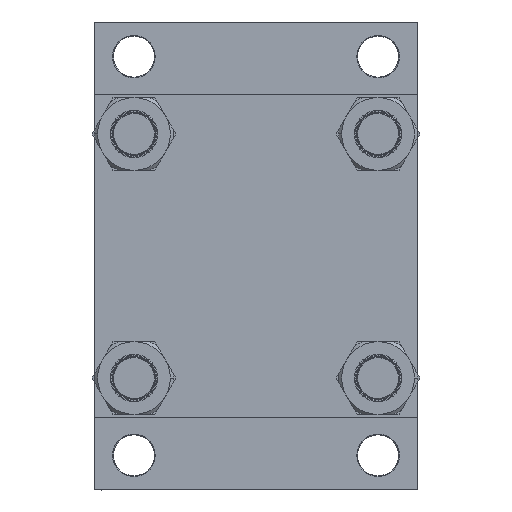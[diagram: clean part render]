
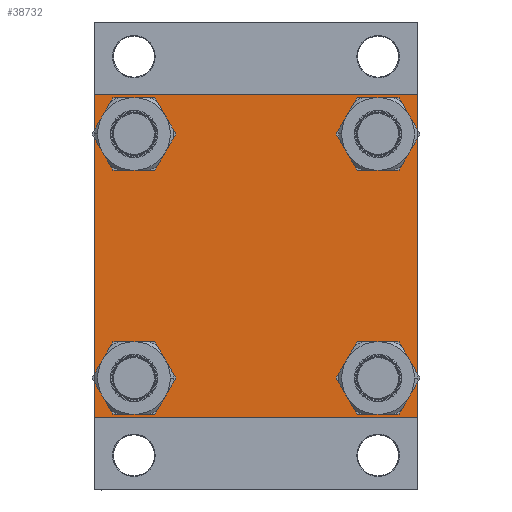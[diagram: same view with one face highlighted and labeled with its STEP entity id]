
A CAD part, left-side view. The second image highlights one B-rep face of the part: STEP entity #38732.
In plain terms, the highlighted planar face has unit normal (-1, 0, 0).
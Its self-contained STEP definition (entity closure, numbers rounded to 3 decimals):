
#883 = AXIS2_PLACEMENT_3D ( 'NONE', #19013, #33722, #8167 ) ;
#1269 = DIRECTION ( 'NONE',  ( 0., 0.707, -0.707 ) ) ;
#1305 = VECTOR ( 'NONE', #34835, 1000. ) ;
#1416 = CARTESIAN_POINT ( 'NONE',  ( 0., 77.45, 77.45 ) ) ;
#2035 = VECTOR ( 'NONE', #21082, 1000. ) ;
#2117 = CARTESIAN_POINT ( 'NONE',  ( 0., 77.45, 63.45 ) ) ;
#2267 = LINE ( 'NONE', #25138, #2035 ) ;
#2398 = VECTOR ( 'NONE', #25119, 1000. ) ;
#2679 = VECTOR ( 'NONE', #1269, 1000. ) ;
#3291 = CARTESIAN_POINT ( 'NONE',  ( 0., -102., -102.5 ) ) ;
#3535 = CARTESIAN_POINT ( 'NONE',  ( 0., 0., 0. ) ) ;
#3777 = PLANE ( 'NONE',  #27581 ) ;
#3871 = VERTEX_POINT ( 'NONE', #35859 ) ;
#4015 = VERTEX_POINT ( 'NONE', #37729 ) ;
#4403 = ORIENTED_EDGE ( 'NONE', *, *, #8250, .T. ) ;
#4421 = CARTESIAN_POINT ( 'NONE',  ( 0., 102.5, -102. ) ) ;
#4462 = DIRECTION ( 'NONE',  ( 1., 0., 0. ) ) ;
#4672 = CARTESIAN_POINT ( 'NONE',  ( 0., 77.45, -63.45 ) ) ;
#4836 = DIRECTION ( 'NONE',  ( 0., -1., 0. ) ) ;
#5087 = VERTEX_POINT ( 'NONE', #4421 ) ;
#5649 = DIRECTION ( 'NONE',  ( 1., 0., 0. ) ) ;
#5976 = CIRCLE ( 'NONE', #44399, 14. ) ;
#6458 = CARTESIAN_POINT ( 'NONE',  ( 0., -77.45, 63.45 ) ) ;
#7468 = ORIENTED_EDGE ( 'NONE', *, *, #37457, .F. ) ;
#8167 = DIRECTION ( 'NONE',  ( 0., 0., 1. ) ) ;
#8250 = EDGE_CURVE ( 'NONE', #5087, #38989, #10824, .T. ) ;
#8368 = VECTOR ( 'NONE', #24567, 1000. ) ;
#8679 = EDGE_CURVE ( 'NONE', #42585, #13924, #12900, .T. ) ;
#9238 = CARTESIAN_POINT ( 'NONE',  ( 0., -102., 102.5 ) ) ;
#9272 = EDGE_LOOP ( 'NONE', ( #28332, #18299 ) ) ;
#9315 = EDGE_CURVE ( 'NONE', #38989, #24295, #2267, .T. ) ;
#9431 = LINE ( 'NONE', #31349, #42089 ) ;
#10824 = LINE ( 'NONE', #28448, #33660 ) ;
#11242 = CARTESIAN_POINT ( 'NONE',  ( 0., -77.45, -77.45 ) ) ;
#11283 = EDGE_CURVE ( 'NONE', #24295, #35261, #28068, .T. ) ;
#11600 = ORIENTED_EDGE ( 'NONE', *, *, #11283, .T. ) ;
#11731 = CARTESIAN_POINT ( 'NONE',  ( 0., 102.5, 102. ) ) ;
#12655 = VERTEX_POINT ( 'NONE', #2117 ) ;
#12900 = CIRCLE ( 'NONE', #15224, 14. ) ;
#13450 = VERTEX_POINT ( 'NONE', #17380 ) ;
#13785 = ORIENTED_EDGE ( 'NONE', *, *, #30495, .T. ) ;
#13924 = VERTEX_POINT ( 'NONE', #4672 ) ;
#14350 = ORIENTED_EDGE ( 'NONE', *, *, #39618, .T. ) ;
#14539 = EDGE_CURVE ( 'NONE', #13924, #42585, #24555, .T. ) ;
#14614 = DIRECTION ( 'NONE',  ( 0., 0., 1. ) ) ;
#15224 = AXIS2_PLACEMENT_3D ( 'NONE', #37489, #25684, #19177 ) ;
#15602 = VERTEX_POINT ( 'NONE', #6458 ) ;
#15638 = ORIENTED_EDGE ( 'NONE', *, *, #34506, .T. ) ;
#15745 = LINE ( 'NONE', #33832, #2679 ) ;
#16606 = CARTESIAN_POINT ( 'NONE',  ( 0., 77.45, 91.45 ) ) ;
#16945 = ORIENTED_EDGE ( 'NONE', *, *, #17194, .T. ) ;
#17111 = CARTESIAN_POINT ( 'NONE',  ( 0., -102.25, 102.25 ) ) ;
#17194 = EDGE_CURVE ( 'NONE', #22396, #22751, #26913, .T. ) ;
#17378 = CARTESIAN_POINT ( 'NONE',  ( 0., -77.45, -63.45 ) ) ;
#17380 = CARTESIAN_POINT ( 'NONE',  ( 0., 102., 102.5 ) ) ;
#18299 = ORIENTED_EDGE ( 'NONE', *, *, #24999, .T. ) ;
#18323 = DIRECTION ( 'NONE',  ( 0., 0., 1. ) ) ;
#19013 = CARTESIAN_POINT ( 'NONE',  ( 0., -77.45, 77.45 ) ) ;
#19030 = EDGE_CURVE ( 'NONE', #3871, #15602, #32386, .T. ) ;
#19177 = DIRECTION ( 'NONE',  ( 0., 0., 1. ) ) ;
#19190 = DIRECTION ( 'NONE',  ( 0., 0., 1. ) ) ;
#20341 = EDGE_CURVE ( 'NONE', #47628, #5087, #23692, .T. ) ;
#20527 = ORIENTED_EDGE ( 'NONE', *, *, #34645, .F. ) ;
#21082 = DIRECTION ( 'NONE',  ( 0., -1., 0. ) ) ;
#21286 = VERTEX_POINT ( 'NONE', #9238 ) ;
#21485 = DIRECTION ( 'NONE',  ( 1., 0., 0. ) ) ;
#21643 = FACE_OUTER_BOUND ( 'NONE', #37605, .T. ) ;
#21721 = CARTESIAN_POINT ( 'NONE',  ( 0., 77.45, 77.45 ) ) ;
#22396 = VERTEX_POINT ( 'NONE', #17378 ) ;
#22751 = VERTEX_POINT ( 'NONE', #30040 ) ;
#23566 = CIRCLE ( 'NONE', #29713, 14. ) ;
#23692 = LINE ( 'NONE', #34802, #2398 ) ;
#24295 = VERTEX_POINT ( 'NONE', #3291 ) ;
#24555 = CIRCLE ( 'NONE', #33759, 14. ) ;
#24567 = DIRECTION ( 'NONE',  ( 0., 0.707, 0.707 ) ) ;
#24999 = EDGE_CURVE ( 'NONE', #15602, #3871, #43991, .T. ) ;
#25119 = DIRECTION ( 'NONE',  ( 0., 0., -1. ) ) ;
#25138 = CARTESIAN_POINT ( 'NONE',  ( 0., 102.5, -102.5 ) ) ;
#25306 = DIRECTION ( 'NONE',  ( 0., 0., -1. ) ) ;
#25520 = DIRECTION ( 'NONE',  ( 0., -0.707, -0.707 ) ) ;
#25684 = DIRECTION ( 'NONE',  ( 1., 0., 0. ) ) ;
#26566 = ORIENTED_EDGE ( 'NONE', *, *, #20341, .T. ) ;
#26811 = ORIENTED_EDGE ( 'NONE', *, *, #9315, .T. ) ;
#26913 = CIRCLE ( 'NONE', #41522, 14. ) ;
#26991 = AXIS2_PLACEMENT_3D ( 'NONE', #40373, #4462, #14614 ) ;
#27581 = AXIS2_PLACEMENT_3D ( 'NONE', #3535, #43565, #36797 ) ;
#27804 = CARTESIAN_POINT ( 'NONE',  ( 0., -102.5, -102. ) ) ;
#28031 = ORIENTED_EDGE ( 'NONE', *, *, #29176, .T. ) ;
#28068 = LINE ( 'NONE', #35308, #1305 ) ;
#28253 = CARTESIAN_POINT ( 'NONE',  ( 0., 77.45, -91.45 ) ) ;
#28332 = ORIENTED_EDGE ( 'NONE', *, *, #19030, .T. ) ;
#28448 = CARTESIAN_POINT ( 'NONE',  ( 0., 102.25, -102.25 ) ) ;
#29176 = EDGE_CURVE ( 'NONE', #13450, #47628, #15745, .T. ) ;
#29713 = AXIS2_PLACEMENT_3D ( 'NONE', #11242, #33903, #19190 ) ;
#30040 = CARTESIAN_POINT ( 'NONE',  ( 0., -77.45, -91.45 ) ) ;
#30495 = EDGE_CURVE ( 'NONE', #12655, #35737, #44991, .T. ) ;
#30619 = VECTOR ( 'NONE', #25306, 1000. ) ;
#30827 = DIRECTION ( 'NONE',  ( 1., 0., 0. ) ) ;
#31349 = CARTESIAN_POINT ( 'NONE',  ( 0., 102.5, 102.5 ) ) ;
#31431 = CARTESIAN_POINT ( 'NONE',  ( 0., -77.45, -77.45 ) ) ;
#32386 = CIRCLE ( 'NONE', #26991, 14. ) ;
#32772 = CARTESIAN_POINT ( 'NONE',  ( 0., 77.45, -77.45 ) ) ;
#33660 = VECTOR ( 'NONE', #25520, 1000. ) ;
#33722 = DIRECTION ( 'NONE',  ( 1., 0., 0. ) ) ;
#33759 = AXIS2_PLACEMENT_3D ( 'NONE', #32772, #47464, #40241 ) ;
#33832 = CARTESIAN_POINT ( 'NONE',  ( 0., 102.25, 102.25 ) ) ;
#33844 = ORIENTED_EDGE ( 'NONE', *, *, #14539, .T. ) ;
#33903 = DIRECTION ( 'NONE',  ( 1., 0., 0. ) ) ;
#34239 = AXIS2_PLACEMENT_3D ( 'NONE', #21721, #21485, #18323 ) ;
#34506 = EDGE_CURVE ( 'NONE', #22751, #22396, #23566, .T. ) ;
#34645 = EDGE_CURVE ( 'NONE', #13450, #21286, #9431, .T. ) ;
#34802 = CARTESIAN_POINT ( 'NONE',  ( 0., 102.5, 102.5 ) ) ;
#34835 = DIRECTION ( 'NONE',  ( 0., -0.707, 0.707 ) ) ;
#35184 = LINE ( 'NONE', #17111, #8368 ) ;
#35261 = VERTEX_POINT ( 'NONE', #27804 ) ;
#35308 = CARTESIAN_POINT ( 'NONE',  ( 0., -102.25, -102.25 ) ) ;
#35737 = VERTEX_POINT ( 'NONE', #16606 ) ;
#35859 = CARTESIAN_POINT ( 'NONE',  ( 0., -77.45, 91.45 ) ) ;
#36492 = EDGE_CURVE ( 'NONE', #35737, #12655, #5976, .T. ) ;
#36613 = EDGE_LOOP ( 'NONE', ( #44098, #13785 ) ) ;
#36700 = EDGE_LOOP ( 'NONE', ( #33844, #36987 ) ) ;
#36797 = DIRECTION ( 'NONE',  ( 0., 0., 1. ) ) ;
#36845 = LINE ( 'NONE', #40008, #30619 ) ;
#36987 = ORIENTED_EDGE ( 'NONE', *, *, #8679, .T. ) ;
#37457 = EDGE_CURVE ( 'NONE', #4015, #35261, #36845, .T. ) ;
#37489 = CARTESIAN_POINT ( 'NONE',  ( 0., 77.45, -77.45 ) ) ;
#37605 = EDGE_LOOP ( 'NONE', ( #26566, #4403, #26811, #11600, #7468, #14350, #20527, #28031 ) ) ;
#37729 = CARTESIAN_POINT ( 'NONE',  ( 0., -102.5, 102. ) ) ;
#38493 = CARTESIAN_POINT ( 'NONE',  ( 0., 102., -102.5 ) ) ;
#38732 = ADVANCED_FACE ( 'NONE', ( #47189, #40408, #43346, #40187, #21643 ), #3777, .T. ) ;
#38989 = VERTEX_POINT ( 'NONE', #38493 ) ;
#39618 = EDGE_CURVE ( 'NONE', #4015, #21286, #35184, .T. ) ;
#40008 = CARTESIAN_POINT ( 'NONE',  ( 0., -102.5, 102.5 ) ) ;
#40187 = FACE_BOUND ( 'NONE', #36613, .T. ) ;
#40241 = DIRECTION ( 'NONE',  ( 0., 0., 1. ) ) ;
#40373 = CARTESIAN_POINT ( 'NONE',  ( 0., -77.45, 77.45 ) ) ;
#40408 = FACE_BOUND ( 'NONE', #43012, .T. ) ;
#41522 = AXIS2_PLACEMENT_3D ( 'NONE', #31431, #5649, #46130 ) ;
#42089 = VECTOR ( 'NONE', #4836, 1000. ) ;
#42585 = VERTEX_POINT ( 'NONE', #28253 ) ;
#43012 = EDGE_LOOP ( 'NONE', ( #16945, #15638 ) ) ;
#43346 = FACE_BOUND ( 'NONE', #36700, .T. ) ;
#43565 = DIRECTION ( 'NONE',  ( -1., 0., 0. ) ) ;
#43991 = CIRCLE ( 'NONE', #883, 14. ) ;
#44098 = ORIENTED_EDGE ( 'NONE', *, *, #36492, .T. ) ;
#44399 = AXIS2_PLACEMENT_3D ( 'NONE', #1416, #30827, #46007 ) ;
#44991 = CIRCLE ( 'NONE', #34239, 14. ) ;
#46007 = DIRECTION ( 'NONE',  ( 0., 0., 1. ) ) ;
#46130 = DIRECTION ( 'NONE',  ( 0., 0., 1. ) ) ;
#47189 = FACE_BOUND ( 'NONE', #9272, .T. ) ;
#47464 = DIRECTION ( 'NONE',  ( 1., 0., 0. ) ) ;
#47628 = VERTEX_POINT ( 'NONE', #11731 ) ;
